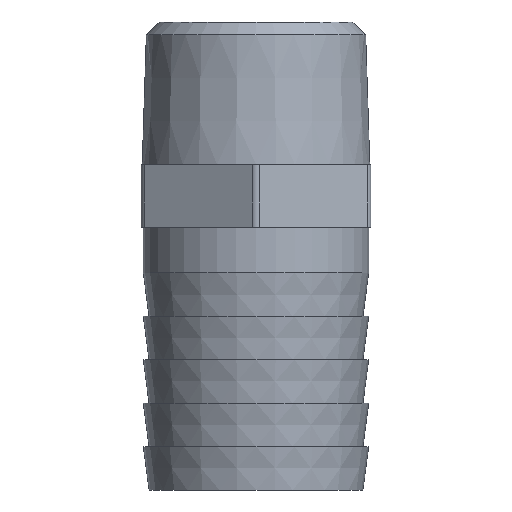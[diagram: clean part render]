
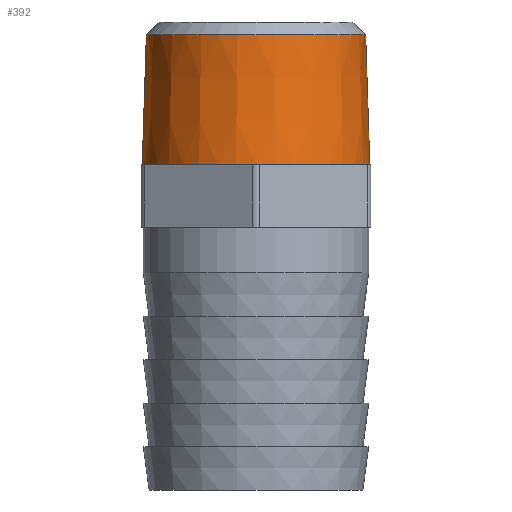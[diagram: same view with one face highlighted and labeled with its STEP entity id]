
A CAD part, front view. The second image highlights one B-rep face of the part: STEP entity #392.
In plain terms, the highlighted conical face has half-angle 1.79 degrees and reference radius 13.373 mm.
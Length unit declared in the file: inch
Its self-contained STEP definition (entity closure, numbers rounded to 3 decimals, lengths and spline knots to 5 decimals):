
#25 = EDGE_CURVE ( 'NONE', #1099, #89, #950, .T. ) ;
#39 = CARTESIAN_POINT ( 'NONE',  ( -0.50775, 0., 0.74503 ) ) ;
#55 = DIRECTION ( 'NONE',  ( 0.031, 0., -1. ) ) ;
#89 = VERTEX_POINT ( 'NONE', #447 ) ;
#164 = ORIENTED_EDGE ( 'NONE', *, *, #999, .T. ) ;
#165 = DIRECTION ( 'NONE',  ( 1., 0., 0. ) ) ;
#184 = EDGE_CURVE ( 'NONE', #688, #746, #269, .T. ) ;
#252 = DIRECTION ( 'NONE',  ( 0., 0., 1. ) ) ;
#269 = CIRCLE ( 'NONE', #564, 0.50775 ) ;
#280 = EDGE_CURVE ( 'NONE', #688, #89, #1207, .T. ) ;
#294 = AXIS2_PLACEMENT_3D ( 'NONE', #826, #924, #165 ) ;
#340 = CARTESIAN_POINT ( 'NONE',  ( 0., 0., 0.74503 ) ) ;
#361 = CONICAL_SURFACE ( 'NONE', #294, 0.5265, 0.031 ) ;
#392 = ADVANCED_FACE ( 'NONE', ( #1140 ), #361, .T. ) ;
#419 = ORIENTED_EDGE ( 'NONE', *, *, #280, .F. ) ;
#425 = DIRECTION ( 'NONE',  ( -1., 0., 0. ) ) ;
#447 = CARTESIAN_POINT ( 'NONE',  ( 0.5265, 0., 0.145 ) ) ;
#529 = VECTOR ( 'NONE', #55, 39.37008 ) ;
#564 = AXIS2_PLACEMENT_3D ( 'NONE', #340, #993, #425 ) ;
#622 = CARTESIAN_POINT ( 'NONE',  ( 0.5265, 0., 0.145 ) ) ;
#688 = VERTEX_POINT ( 'NONE', #785 ) ;
#714 = VECTOR ( 'NONE', #1041, 39.37008 ) ;
#746 = VERTEX_POINT ( 'NONE', #39 ) ;
#747 = AXIS2_PLACEMENT_3D ( 'NONE', #818, #252, #910 ) ;
#763 = EDGE_LOOP ( 'NONE', ( #780, #164, #1040, #419 ) ) ;
#780 = ORIENTED_EDGE ( 'NONE', *, *, #184, .T. ) ;
#785 = CARTESIAN_POINT ( 'NONE',  ( 0.50775, 0., 0.74503 ) ) ;
#818 = CARTESIAN_POINT ( 'NONE',  ( 0., 0., 0.145 ) ) ;
#826 = CARTESIAN_POINT ( 'NONE',  ( 0., 0., 0.145 ) ) ;
#866 = CARTESIAN_POINT ( 'NONE',  ( -0.5265, 0., 0.145 ) ) ;
#910 = DIRECTION ( 'NONE',  ( 1., 0., 0. ) ) ;
#924 = DIRECTION ( 'NONE',  ( 0., 0., -1. ) ) ;
#949 = CARTESIAN_POINT ( 'NONE',  ( -0.5265, 0., 0.145 ) ) ;
#950 = CIRCLE ( 'NONE', #747, 0.5265 ) ;
#993 = DIRECTION ( 'NONE',  ( 0., 0., -1. ) ) ;
#999 = EDGE_CURVE ( 'NONE', #746, #1099, #1180, .T. ) ;
#1040 = ORIENTED_EDGE ( 'NONE', *, *, #25, .T. ) ;
#1041 = DIRECTION ( 'NONE',  ( -0.031, 0., -1. ) ) ;
#1099 = VERTEX_POINT ( 'NONE', #866 ) ;
#1140 = FACE_OUTER_BOUND ( 'NONE', #763, .T. ) ;
#1180 = LINE ( 'NONE', #949, #714 ) ;
#1207 = LINE ( 'NONE', #622, #529 ) ;
